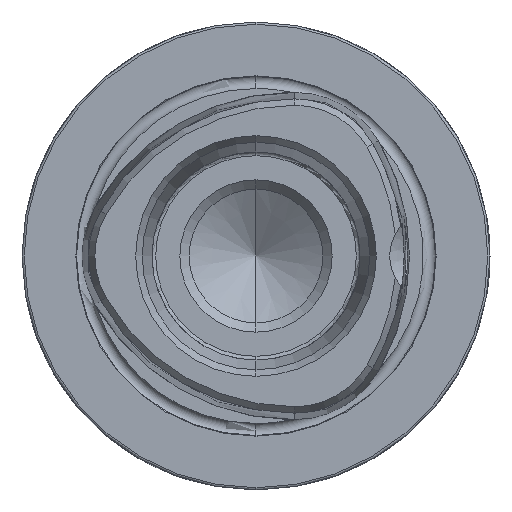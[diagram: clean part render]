
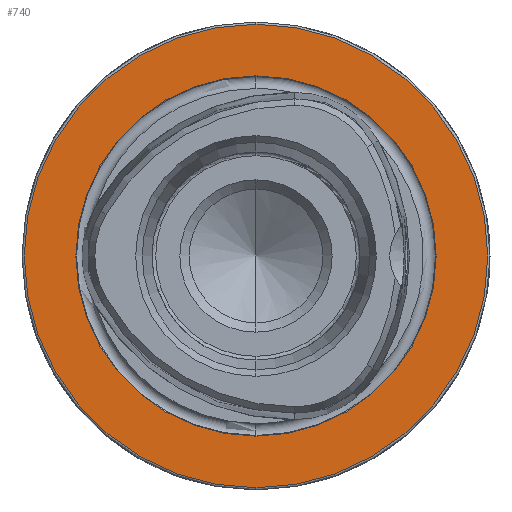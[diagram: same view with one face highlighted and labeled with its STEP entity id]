
A CAD part, left-side view. The second image highlights one B-rep face of the part: STEP entity #740.
In plain terms, the highlighted planar face has unit normal (-1, 0, 0).
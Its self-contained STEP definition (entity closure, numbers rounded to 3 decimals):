
#25 = DIRECTION ( 'NONE',  ( -1., 0., 0. ) ) ;
#95 = DIRECTION ( 'NONE',  ( 0., 0., 1. ) ) ;
#112 = DIRECTION ( 'NONE',  ( 0., 0., -1. ) ) ;
#424 = VERTEX_POINT ( 'NONE', #3282 ) ;
#442 = DIRECTION ( 'NONE',  ( 1., 0., 0. ) ) ;
#612 = PLANE ( 'NONE',  #2319 ) ;
#740 = ADVANCED_FACE ( 'NONE', ( #3718, #924 ), #612, .F. ) ;
#924 = FACE_OUTER_BOUND ( 'NONE', #1463, .T. ) ;
#927 = ORIENTED_EDGE ( 'NONE', *, *, #2306, .F. ) ;
#957 = CARTESIAN_POINT ( 'NONE',  ( 0., 0., -24.25 ) ) ;
#994 = VERTEX_POINT ( 'NONE', #957 ) ;
#1000 = CIRCLE ( 'NONE', #3274, 31.2 ) ;
#1038 = AXIS2_PLACEMENT_3D ( 'NONE', #1561, #1851, #2793 ) ;
#1051 = CARTESIAN_POINT ( 'NONE',  ( 0., 0., 0. ) ) ;
#1207 = CARTESIAN_POINT ( 'NONE',  ( 0., 0., 0. ) ) ;
#1231 = VERTEX_POINT ( 'NONE', #3859 ) ;
#1281 = EDGE_CURVE ( 'NONE', #1231, #2894, #2334, .T. ) ;
#1288 = CARTESIAN_POINT ( 'NONE',  ( 0., 0., 0. ) ) ;
#1463 = EDGE_LOOP ( 'NONE', ( #1558, #1556 ) ) ;
#1522 = CIRCLE ( 'NONE', #2878, 24.25 ) ;
#1556 = ORIENTED_EDGE ( 'NONE', *, *, #1281, .T. ) ;
#1558 = ORIENTED_EDGE ( 'NONE', *, *, #1833, .T. ) ;
#1561 = CARTESIAN_POINT ( 'NONE',  ( 0., 0., 0. ) ) ;
#1576 = DIRECTION ( 'NONE',  ( -1., 0., 0. ) ) ;
#1722 = EDGE_CURVE ( 'NONE', #424, #994, #1522, .T. ) ;
#1833 = EDGE_CURVE ( 'NONE', #2894, #1231, #1000, .T. ) ;
#1851 = DIRECTION ( 'NONE',  ( -1., 0., 0. ) ) ;
#1927 = DIRECTION ( 'NONE',  ( -1., 0., 0. ) ) ;
#2286 = EDGE_LOOP ( 'NONE', ( #3740, #927 ) ) ;
#2306 = EDGE_CURVE ( 'NONE', #994, #424, #3570, .T. ) ;
#2319 = AXIS2_PLACEMENT_3D ( 'NONE', #3534, #442, #112 ) ;
#2334 = CIRCLE ( 'NONE', #2599, 31.2 ) ;
#2599 = AXIS2_PLACEMENT_3D ( 'NONE', #1207, #25, #2806 ) ;
#2793 = DIRECTION ( 'NONE',  ( 0., 0., 1. ) ) ;
#2806 = DIRECTION ( 'NONE',  ( 0., 0., 1. ) ) ;
#2850 = DIRECTION ( 'NONE',  ( 0., 0., 1. ) ) ;
#2878 = AXIS2_PLACEMENT_3D ( 'NONE', #1051, #1927, #95 ) ;
#2894 = VERTEX_POINT ( 'NONE', #3046 ) ;
#3046 = CARTESIAN_POINT ( 'NONE',  ( 0., 0., 31.2 ) ) ;
#3274 = AXIS2_PLACEMENT_3D ( 'NONE', #1288, #1576, #2850 ) ;
#3282 = CARTESIAN_POINT ( 'NONE',  ( 0., 0., 24.25 ) ) ;
#3534 = CARTESIAN_POINT ( 'NONE',  ( 0., 24.25, 0. ) ) ;
#3570 = CIRCLE ( 'NONE', #1038, 24.25 ) ;
#3718 = FACE_BOUND ( 'NONE', #2286, .T. ) ;
#3740 = ORIENTED_EDGE ( 'NONE', *, *, #1722, .F. ) ;
#3859 = CARTESIAN_POINT ( 'NONE',  ( 0., 0., -31.2 ) ) ;
